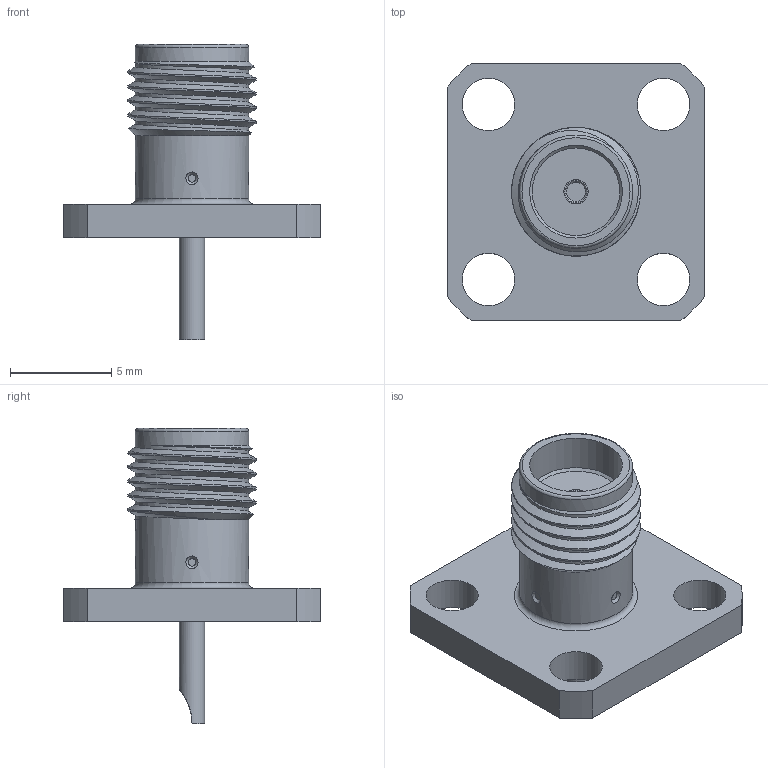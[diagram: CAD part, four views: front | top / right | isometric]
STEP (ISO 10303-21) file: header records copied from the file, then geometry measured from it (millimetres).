
FILE_DESCRIPTION (( 'STEP AP203' ), '1' );
FILE_NAME ('PE44200_3D.step', '2020-11-03T19:31:39', ( '' ), ( '' ), 'SwSTEP 2.0', 'SolidWorks 2018', '' );
FILE_SCHEMA (( 'CONFIG_CONTROL_DESIGN' ));
Length unit declared in the file: inch
Products named in the file (1): PE44200_3D
Bounding box: 12.7 x 12.7 x 14.55 mm (x, y, z)
Volume: 399.6 mm3; surface area: 655.4 mm2
Topology: 1 solids, 1 shells, 59 faces, 146 edges, 97 vertices
Faces by surface type: plane 24, cylinder 22, cone 9, bspline 2, torus 2
Full cylindrical faces by diameter (mm): 0.889 x1, 0.94 x1, 1.194 x1, 1.245 x1, 2.591 x4, 4.318 x1, 4.572 x1, 5.582 x6
Entity records: 2614 total; most frequent: CARTESIAN_POINT 1399, DIRECTION 234, ORIENTED_EDGE 202, EDGE_CURVE 101, AXIS2_PLACEMENT_3D 100, EDGE_LOOP 90, VERTEX_POINT 77, FACE_OUTER_BOUND 67
